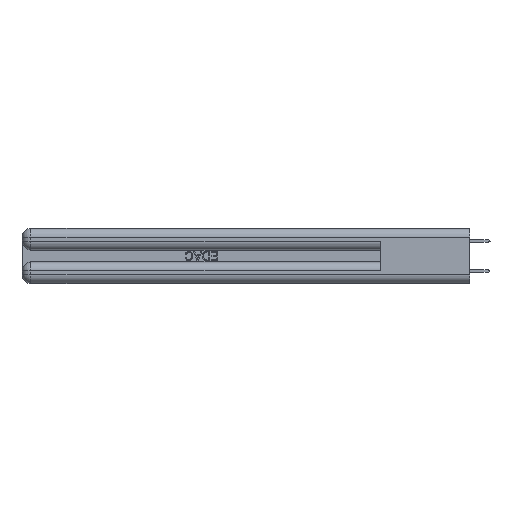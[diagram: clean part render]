
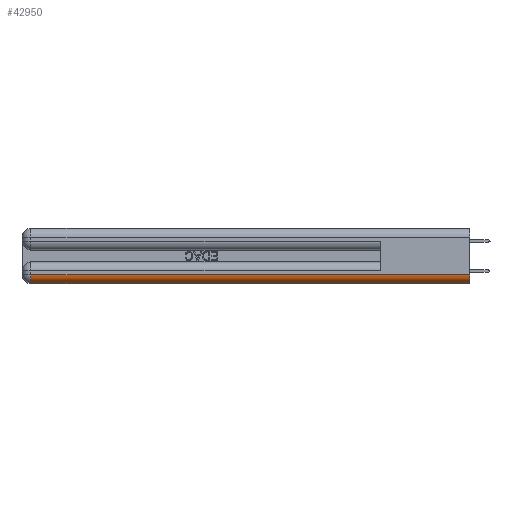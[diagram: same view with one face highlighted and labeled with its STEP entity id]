
A CAD part, left-side view. The second image highlights one B-rep face of the part: STEP entity #42950.
In plain terms, the highlighted cylindrical face has radius 1.524 mm (diameter 3.048 mm), a partial arc.
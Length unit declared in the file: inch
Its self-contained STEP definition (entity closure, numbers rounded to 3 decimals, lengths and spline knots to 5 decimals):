
#473 = DIRECTION ( 'NONE',  ( 0., 0., 1. ) ) ;
#1889 = ORIENTED_EDGE ( 'NONE', *, *, #16733, .F. ) ;
#2007 = CIRCLE ( 'NONE', #35104, 0.06 ) ;
#2152 = VECTOR ( 'NONE', #33749, 39.37008 ) ;
#2494 = DIRECTION ( 'NONE',  ( 0., -1., 0. ) ) ;
#2752 = VECTOR ( 'NONE', #36709, 39.37008 ) ;
#5325 = AXIS2_PLACEMENT_3D ( 'NONE', #21767, #2494, #33354 ) ;
#5864 = LINE ( 'NONE', #21328, #2752 ) ;
#8229 = DIRECTION ( 'NONE',  ( 0., 0., 1. ) ) ;
#8264 = VERTEX_POINT ( 'NONE', #14192 ) ;
#9584 = EDGE_CURVE ( 'NONE', #42403, #8264, #17488, .T. ) ;
#13792 = CARTESIAN_POINT ( 'NONE',  ( 0., 2.94, 0.06 ) ) ;
#14192 = CARTESIAN_POINT ( 'NONE',  ( 0.06, 0., 0. ) ) ;
#15321 = DIRECTION ( 'NONE',  ( 0., 1., 0. ) ) ;
#15468 = DIRECTION ( 'NONE',  ( 0., 1., 0. ) ) ;
#16733 = EDGE_CURVE ( 'NONE', #46066, #42403, #21916, .T. ) ;
#17353 = CARTESIAN_POINT ( 'NONE',  ( 0., 0., 0.06 ) ) ;
#17488 = CIRCLE ( 'NONE', #5325, 0.06 ) ;
#21242 = EDGE_CURVE ( 'NONE', #8264, #39831, #5864, .T. ) ;
#21328 = CARTESIAN_POINT ( 'NONE',  ( 0.06, 3., 0. ) ) ;
#21767 = CARTESIAN_POINT ( 'NONE',  ( 0.06, 0., 0.06 ) ) ;
#21916 = LINE ( 'NONE', #17353, #2152 ) ;
#22803 = CARTESIAN_POINT ( 'NONE',  ( 0., 0., 0.06 ) ) ;
#26132 = ORIENTED_EDGE ( 'NONE', *, *, #9584, .F. ) ;
#26283 = CARTESIAN_POINT ( 'NONE',  ( 0.06, 2.94, 0. ) ) ;
#32333 = ORIENTED_EDGE ( 'NONE', *, *, #21242, .F. ) ;
#33354 = DIRECTION ( 'NONE',  ( 0., 0., 1. ) ) ;
#33749 = DIRECTION ( 'NONE',  ( 0., -1., 0. ) ) ;
#33849 = EDGE_CURVE ( 'NONE', #39831, #46066, #2007, .T. ) ;
#34405 = ORIENTED_EDGE ( 'NONE', *, *, #33849, .F. ) ;
#35104 = AXIS2_PLACEMENT_3D ( 'NONE', #38686, #15468, #473 ) ;
#36665 = EDGE_LOOP ( 'NONE', ( #26132, #1889, #34405, #32333 ) ) ;
#36709 = DIRECTION ( 'NONE',  ( 0., 1., 0. ) ) ;
#37048 = FACE_OUTER_BOUND ( 'NONE', #36665, .T. ) ;
#38280 = CARTESIAN_POINT ( 'NONE',  ( 0.06, 0., 0.06 ) ) ;
#38686 = CARTESIAN_POINT ( 'NONE',  ( 0.06, 2.94, 0.06 ) ) ;
#39831 = VERTEX_POINT ( 'NONE', #26283 ) ;
#42403 = VERTEX_POINT ( 'NONE', #22803 ) ;
#42950 = ADVANCED_FACE ( 'NONE', ( #37048 ), #46383, .T. ) ;
#46066 = VERTEX_POINT ( 'NONE', #13792 ) ;
#46383 = CYLINDRICAL_SURFACE ( 'NONE', #48668, 0.06 ) ;
#48668 = AXIS2_PLACEMENT_3D ( 'NONE', #38280, #15321, #8229 ) ;
